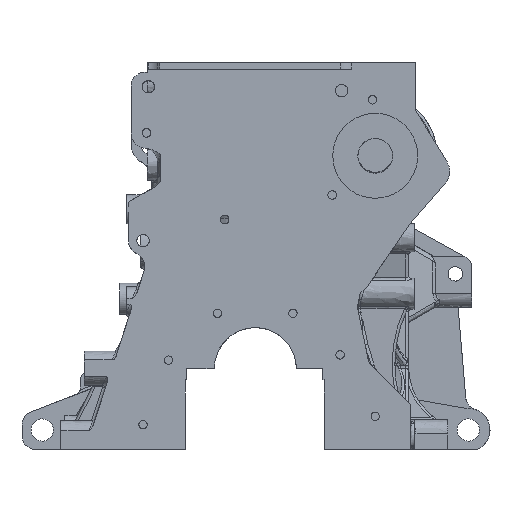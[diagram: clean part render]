
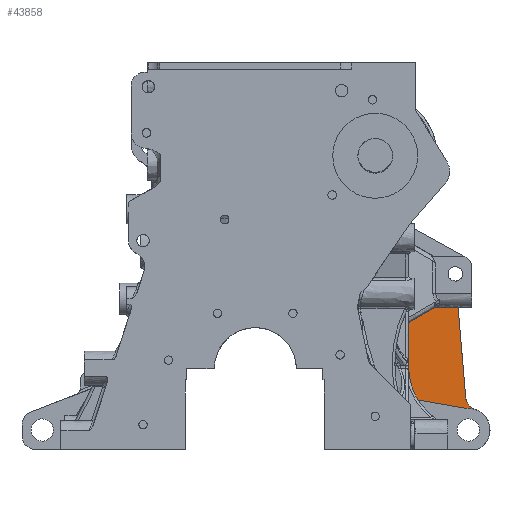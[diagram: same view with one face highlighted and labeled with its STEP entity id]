
A CAD part, left-side view. The second image highlights one B-rep face of the part: STEP entity #43858.
In plain terms, the highlighted free-form (B-spline) face has degree [1, 1] with [2, 2] control points.
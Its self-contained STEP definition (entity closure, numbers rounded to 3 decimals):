
#43858 = ADVANCED_FACE('',(#43859),#43957,.F.);
#43859 = FACE_BOUND('',#43860,.T.);
#43860 = EDGE_LOOP('',(#43861,#43870,#43877,#43890,#43897,#43905,#43913,
    #43920,#43927,#43942,#43949));
#43861 = ORIENTED_EDGE('',*,*,#43862,.T.);
#43862 = EDGE_CURVE('',#43863,#43865,#43867,.T.);
#43863 = VERTEX_POINT('',#43864);
#43864 = CARTESIAN_POINT('',(431.674,-145.647,
    -249.572));
#43865 = VERTEX_POINT('',#43866);
#43866 = CARTESIAN_POINT('',(431.674,-145.647,
    -307.955));
#43867 = B_SPLINE_CURVE_WITH_KNOTS('',1,(#43868,#43869),.UNSPECIFIED.,
  .F.,.F.,(2,2),(180.007,222.116),
  .PIECEWISE_BEZIER_KNOTS.);
#43868 = CARTESIAN_POINT('',(431.674,-145.647,
    -249.572));
#43869 = CARTESIAN_POINT('',(431.674,-145.647,
    -307.955));
#43870 = ORIENTED_EDGE('',*,*,#43871,.F.);
#43871 = EDGE_CURVE('',#43872,#43865,#43874,.T.);
#43872 = VERTEX_POINT('',#43873);
#43873 = CARTESIAN_POINT('',(431.674,-118.946,
    -307.955));
#43874 = B_SPLINE_CURVE_WITH_KNOTS('',1,(#43875,#43876),.UNSPECIFIED.,
  .F.,.F.,(2,2),(500085.791,500105.05),
  .PIECEWISE_BEZIER_KNOTS.);
#43875 = CARTESIAN_POINT('',(431.674,-118.946,
    -307.955));
#43876 = CARTESIAN_POINT('',(431.674,-145.647,
    -307.955));
#43877 = ORIENTED_EDGE('',*,*,#43878,.T.);
#43878 = EDGE_CURVE('',#43872,#43879,#43881,.T.);
#43879 = VERTEX_POINT('',#43880);
#43880 = CARTESIAN_POINT('',(431.674,-122.536,
    -309.766));
#43881 = B_SPLINE_CURVE_WITH_KNOTS('',3,(#43882,#43883,#43884,#43885,
    #43886,#43887,#43888,#43889),.UNSPECIFIED.,.F.,.F.,(4,2,2,4),(0.,
    0.001,0.002,0.003),
  .UNSPECIFIED.);
#43882 = CARTESIAN_POINT('',(431.674,-118.946,
    -307.955));
#43883 = CARTESIAN_POINT('',(431.674,-119.442,
    -308.427));
#43884 = CARTESIAN_POINT('',(431.674,-119.994,
    -308.816));
#43885 = CARTESIAN_POINT('',(431.674,-120.906,
    -309.277));
#43886 = CARTESIAN_POINT('',(431.674,-121.223,
    -309.409));
#43887 = CARTESIAN_POINT('',(431.674,-121.869,
    -309.624));
#43888 = CARTESIAN_POINT('',(431.674,-122.199,
    -309.707));
#43889 = CARTESIAN_POINT('',(431.674,-122.536,
    -309.766));
#43890 = ORIENTED_EDGE('',*,*,#43891,.F.);
#43891 = EDGE_CURVE('',#43892,#43879,#43894,.T.);
#43892 = VERTEX_POINT('',#43893);
#43893 = CARTESIAN_POINT('',(431.674,-210.475,
    -325.2));
#43894 = B_SPLINE_CURVE_WITH_KNOTS('',1,(#43895,#43896),.UNSPECIFIED.,
  .F.,.F.,(2,2),(-190.067,-125.671),
  .PIECEWISE_BEZIER_KNOTS.);
#43895 = CARTESIAN_POINT('',(431.674,-210.475,
    -325.2));
#43896 = CARTESIAN_POINT('',(431.674,-122.536,
    -309.766));
#43897 = ORIENTED_EDGE('',*,*,#43898,.F.);
#43898 = EDGE_CURVE('',#43899,#43892,#43901,.T.);
#43899 = VERTEX_POINT('',#43900);
#43900 = CARTESIAN_POINT('',(431.674,-219.017,
    -326.211));
#43901 = ( BOUNDED_CURVE() B_SPLINE_CURVE(2,(#43902,#43903,#43904),
.UNSPECIFIED.,.F.,.F.) B_SPLINE_CURVE_WITH_KNOTS((3,3),(2.822,
3.225),.PIECEWISE_BEZIER_KNOTS.) CURVE() 
GEOMETRIC_REPRESENTATION_ITEM() RATIONAL_B_SPLINE_CURVE((1.,
0.98,1.)) REPRESENTATION_ITEM('') );
#43902 = CARTESIAN_POINT('',(431.674,-219.017,
    -326.211));
#43903 = CARTESIAN_POINT('',(431.674,-214.849,
    -324.833));
#43904 = CARTESIAN_POINT('',(431.674,-210.475,
    -325.2));
#43905 = ORIENTED_EDGE('',*,*,#43906,.T.);
#43906 = EDGE_CURVE('',#43899,#43907,#43909,.T.);
#43907 = VERTEX_POINT('',#43908);
#43908 = CARTESIAN_POINT('',(431.674,-209.553,
    -314.206));
#43909 = ( BOUNDED_CURVE() B_SPLINE_CURVE(2,(#43910,#43911,#43912),
.UNSPECIFIED.,.F.,.F.) B_SPLINE_CURVE_WITH_KNOTS((3,3),(0.319,
1.487),.PIECEWISE_BEZIER_KNOTS.) CURVE() 
GEOMETRIC_REPRESENTATION_ITEM() RATIONAL_B_SPLINE_CURVE((1.,
0.834,1.)) REPRESENTATION_ITEM('') );
#43910 = CARTESIAN_POINT('',(431.674,-219.017,
    -326.211));
#43911 = CARTESIAN_POINT('',(431.674,-210.318,
    -323.335));
#43912 = CARTESIAN_POINT('',(431.674,-209.553,
    -314.206));
#43913 = ORIENTED_EDGE('',*,*,#43914,.T.);
#43914 = EDGE_CURVE('',#43907,#43915,#43917,.T.);
#43915 = VERTEX_POINT('',#43916);
#43916 = CARTESIAN_POINT('',(431.674,-201.847,
    -222.321));
#43917 = B_SPLINE_CURVE_WITH_KNOTS('',1,(#43918,#43919),.UNSPECIFIED.,
  .F.,.F.,(2,2),(-238.463,-171.958),
  .PIECEWISE_BEZIER_KNOTS.);
#43918 = CARTESIAN_POINT('',(431.674,-209.553,
    -314.206));
#43919 = CARTESIAN_POINT('',(431.674,-201.847,
    -222.321));
#43920 = ORIENTED_EDGE('',*,*,#43921,.F.);
#43921 = EDGE_CURVE('',#43922,#43915,#43924,.T.);
#43922 = VERTEX_POINT('',#43923);
#43923 = CARTESIAN_POINT('',(431.674,-183.254,
    -222.321));
#43924 = B_SPLINE_CURVE_WITH_KNOTS('',1,(#43925,#43926),.UNSPECIFIED.,
  .F.,.F.,(2,2),(500132.174,500145.584),
  .PIECEWISE_BEZIER_KNOTS.);
#43925 = CARTESIAN_POINT('',(431.674,-183.254,
    -222.321));
#43926 = CARTESIAN_POINT('',(431.674,-201.847,
    -222.321));
#43927 = ORIENTED_EDGE('',*,*,#43928,.T.);
#43928 = EDGE_CURVE('',#43922,#43929,#43931,.T.);
#43929 = VERTEX_POINT('',#43930);
#43930 = CARTESIAN_POINT('',(431.674,-178.229,
    -224.606));
#43931 = B_SPLINE_CURVE_WITH_KNOTS('',3,(#43932,#43933,#43934,#43935,
    #43936,#43937,#43938,#43939,#43940,#43941),.UNSPECIFIED.,.F.,.F.,(4,
    2,2,2,4),(0.,0.001,0.002,
    0.003,0.004),.UNSPECIFIED.);
#43932 = CARTESIAN_POINT('',(431.674,-183.254,
    -222.321));
#43933 = CARTESIAN_POINT('',(431.674,-182.777,
    -222.321));
#43934 = CARTESIAN_POINT('',(431.674,-182.313,
    -222.387));
#43935 = CARTESIAN_POINT('',(431.674,-181.404,
    -222.62));
#43936 = CARTESIAN_POINT('',(431.674,-180.955,
    -222.788));
#43937 = CARTESIAN_POINT('',(431.674,-180.109,
    -223.195));
#43938 = CARTESIAN_POINT('',(431.674,-179.706,
    -223.434));
#43939 = CARTESIAN_POINT('',(431.674,-178.937,
    -223.974));
#43940 = CARTESIAN_POINT('',(431.674,-178.57,
    -224.277));
#43941 = CARTESIAN_POINT('',(431.674,-178.229,
    -224.606));
#43942 = ORIENTED_EDGE('',*,*,#43943,.F.);
#43943 = EDGE_CURVE('',#43944,#43929,#43946,.T.);
#43944 = VERTEX_POINT('',#43945);
#43945 = CARTESIAN_POINT('',(431.674,-142.054,
    -245.492));
#43946 = B_SPLINE_CURVE_WITH_KNOTS('',1,(#43947,#43948),.UNSPECIFIED.,
  .F.,.F.,(2,2),(-30.128,0.),.PIECEWISE_BEZIER_KNOTS.);
#43947 = CARTESIAN_POINT('',(431.674,-142.054,
    -245.492));
#43948 = CARTESIAN_POINT('',(431.674,-178.229,
    -224.606));
#43949 = ORIENTED_EDGE('',*,*,#43950,.T.);
#43950 = EDGE_CURVE('',#43944,#43863,#43951,.T.);
#43951 = ( BOUNDED_CURVE() B_SPLINE_CURVE(2,(#43952,#43953,#43954,#43955
,#43956),.UNSPECIFIED.,.F.,.F.) B_SPLINE_CURVE_WITH_KNOTS((3,2,3),(
    3.665,5.434,7.204),
.PIECEWISE_BEZIER_KNOTS.) CURVE() GEOMETRIC_REPRESENTATION_ITEM() 
RATIONAL_B_SPLINE_CURVE((1.,0.634,1.,0.634,1.)) 
REPRESENTATION_ITEM('') );
#43952 = CARTESIAN_POINT('',(431.674,-142.054,
    -245.492));
#43953 = CARTESIAN_POINT('',(431.674,-139.122,
    -247.185));
#43954 = CARTESIAN_POINT('',(431.674,-141.36,
    -249.726));
#43955 = CARTESIAN_POINT('',(431.674,-143.597,
    -252.267));
#43956 = CARTESIAN_POINT('',(431.674,-145.647,
    -249.572));
#43957 = B_SPLINE_SURFACE_WITH_KNOTS('',1,1,(
    (#43958,#43959)
    ,(#43960,#43961
    )),.UNSPECIFIED.,.F.,.F.,.F.,(2,2),(2,2),(160.352,
    235.283),(-157.968,-85.791),
  .PIECEWISE_BEZIER_KNOTS.);
#43958 = CARTESIAN_POINT('',(431.674,-219.017,
    -222.321));
#43959 = CARTESIAN_POINT('',(431.674,-118.946,
    -222.321));
#43960 = CARTESIAN_POINT('',(431.674,-219.017,
    -326.211));
#43961 = CARTESIAN_POINT('',(431.674,-118.946,
    -326.211));
